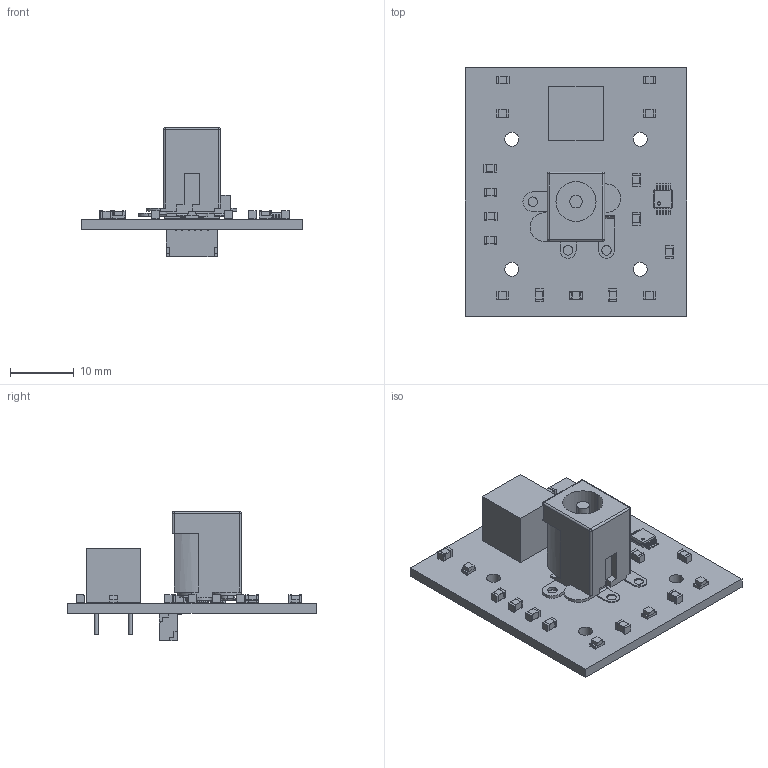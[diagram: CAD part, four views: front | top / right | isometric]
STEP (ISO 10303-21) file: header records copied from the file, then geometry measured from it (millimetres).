
FILE_DESCRIPTION(('KiCad electronic assembly'),'2;1');
FILE_NAME('Power Daughter Board.step','2020-06-06T17:57:45',('An Author' ),('A Company'),'Open CASCADE STEP processor 6.9', 'KiCad to STEP converter','Unknown');
FILE_SCHEMA(('AUTOMOTIVE_DESIGN { 1 0 10303 214 1 1 1 1 }'));
Length unit declared in the file: millimetre
Products named in the file (14): Open CASCADE STEP translator 6.9 1; MHPS2283; COMPOUND; BM06B-SRSS-TB; SOLID; C_0805_2012Metric; LED_0805_2012Metric; MSOP-10_3x3mm_P0.5mm; PJ-006A-SMT
Assembly tree (27 placements, depth 3):
  Open CASCADE STEP translator 6.9 1
    MHPS2283
      COMPOUND
    BM06B-SRSS-TB
      SOLID
    C_0805_2012Metric  x11
      SOLID
    LED_0805_2012Metric  x5
      SOLID
    MSOP-10_3x3mm_P0.5mm
      SOLID
    PJ-006A-SMT
      SOLID
    COMPOUND
Bounding box: 34.82 x 39.06 x 20.35 mm (x, y, z)
Volume: 4049.4 mm3; surface area: 5231.5 mm2
Topology: 57 solids, 57 shells, 1094 faces, 2687 edges, 1744 vertices
Faces by surface type: plane 750, cylinder 302, bspline 34, torus 4, sphere 4
Full cylindrical faces by diameter (mm): 0.5 x1, 0.6 x36, 1 x6, 2.2 x4
Entity records: 39837 total; most frequent: CARTESIAN_POINT 7043, DIRECTION 5618, LINE 3583, VECTOR 3583, ORIENTED_EDGE 2862, PCURVE 2862, DEFINITIONAL_REPRESENTATION 2862, EDGE_CURVE 1431
